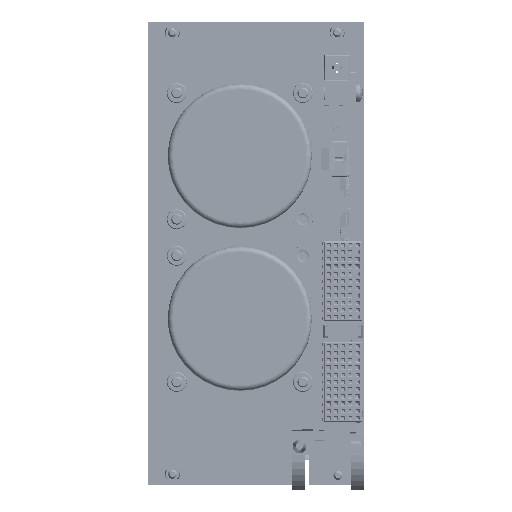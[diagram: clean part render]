
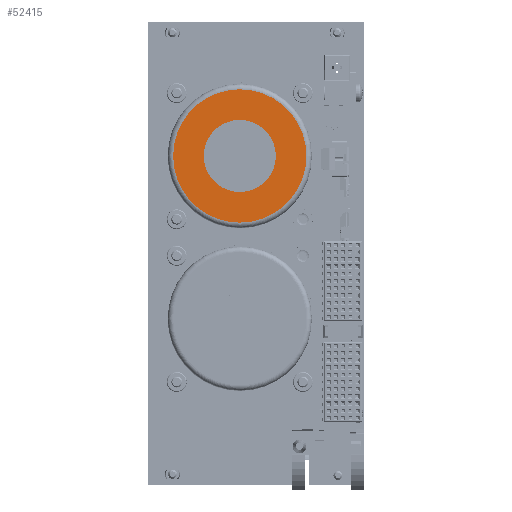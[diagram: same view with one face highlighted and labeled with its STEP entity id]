
A CAD part, top view. The second image highlights one B-rep face of the part: STEP entity #52415.
In plain terms, the highlighted planar face has unit normal (0, 0, 1).
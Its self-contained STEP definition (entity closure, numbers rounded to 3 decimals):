
#2249 = AXIS2_PLACEMENT_3D ( 'NONE', #60984, #60987, #60990 ) ;
#18742 = CARTESIAN_POINT ( 'NONE',  ( -69.204, 56.356, 57.621 ) ) ;
#44009 = EDGE_CURVE ( 'NONE', #219067, #219067, #194072, .T. ) ;
#45637 = CIRCLE ( 'NONE', #2249, 10. ) ;
#52415 = ADVANCED_FACE ( 'NONE', ( #117064, #117068 ), #117838, .T. ) ;
#60984 = CARTESIAN_POINT ( 'NONE',  ( -69.204, 46.356, 57.621 ) ) ;
#60987 = DIRECTION ( 'NONE',  ( 0., 0., 1. ) ) ;
#60990 = DIRECTION ( 'NONE',  ( 0., 1., 0. ) ) ;
#75456 = AXIS2_PLACEMENT_3D ( 'NONE', #103856, #103857, #103858 ) ;
#103856 = CARTESIAN_POINT ( 'NONE',  ( -69.204, 46.356, 57.621 ) ) ;
#103857 = DIRECTION ( 'NONE',  ( 0., 0., 1. ) ) ;
#103858 = DIRECTION ( 'NONE',  ( 0., 1., 0. ) ) ;
#110370 = EDGE_CURVE ( 'NONE', #174522, #174522, #45637, .T. ) ;
#117064 = FACE_BOUND ( 'NONE', #200226, .T. ) ;
#117068 = FACE_OUTER_BOUND ( 'NONE', #200396, .T. ) ;
#117838 = PLANE ( 'NONE',  #175176 ) ;
#117849 = CARTESIAN_POINT ( 'NONE',  ( -69.204, 46.356, 57.621 ) ) ;
#117850 = DIRECTION ( 'NONE',  ( 0., 0., 1. ) ) ;
#117851 = DIRECTION ( 'NONE',  ( 0., 1., 0. ) ) ;
#174522 = VERTEX_POINT ( 'NONE', #18742 ) ;
#175176 = AXIS2_PLACEMENT_3D ( 'NONE', #117849, #117850, #117851 ) ;
#194072 = CIRCLE ( 'NONE', #75456, 18.5 ) ;
#200226 = EDGE_LOOP ( 'NONE', ( #227564 ) ) ;
#200396 = EDGE_LOOP ( 'NONE', ( #227567 ) ) ;
#219067 = VERTEX_POINT ( 'NONE', #223055 ) ;
#223055 = CARTESIAN_POINT ( 'NONE',  ( -69.203, 64.856, 57.621 ) ) ;
#227564 = ORIENTED_EDGE ( 'NONE', *, *, #110370, .F. ) ;
#227567 = ORIENTED_EDGE ( 'NONE', *, *, #44009, .T. ) ;
